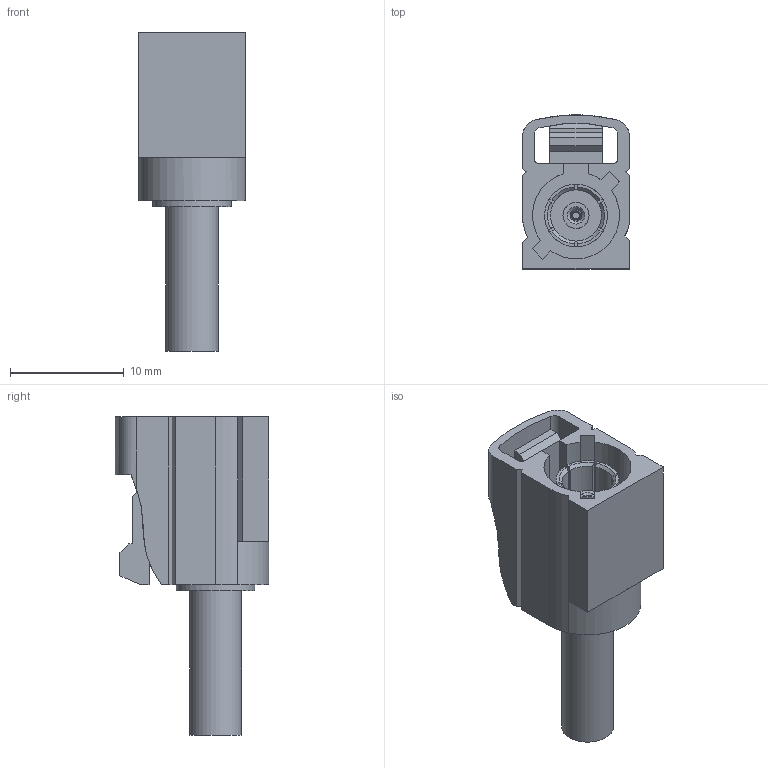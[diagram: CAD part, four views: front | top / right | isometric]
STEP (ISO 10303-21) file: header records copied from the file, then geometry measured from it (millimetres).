
FILE_DESCRIPTION (( 'STEP AP203' ), '1' );
FILE_NAME ('FMCN1346C_3D_3D.step', '2021-05-03T22:45:06', ( '' ), ( '' ), 'SwSTEP 2.0', 'SolidWorks 2020', '' );
FILE_SCHEMA (( 'CONFIG_CONTROL_DESIGN' ));
Length unit declared in the file: inch
Products named in the file (1): FMCN1346C_3D_3D
Bounding box: 9.4 x 13.53 x 27.98 mm (x, y, z)
Volume: 1269.1 mm3; surface area: 2000 mm2
Topology: 3 solids, 3 shells, 151 faces, 404 edges, 266 vertices
Faces by surface type: plane 101, cylinder 36, cone 12, bspline 2
Full cylindrical faces by diameter (mm): 0.508 x1, 0.55 x1, 0.812 x1, 0.885 x1, 1.016 x1, 1.022 x2, 1.2 x1, 1.7 x1, 2.286 x1, 2.7 x1, 3.55 x1, 4.497 x1, 4.57 x1, 5.513 x1, 6.883 x1
Entity records: 5099 total; most frequent: CARTESIAN_POINT 1404, ORIENTED_EDGE 742, DIRECTION 720, EDGE_CURVE 371, VERTEX_POINT 257, AXIS2_PLACEMENT_3D 251, VECTOR 218, LINE 218
